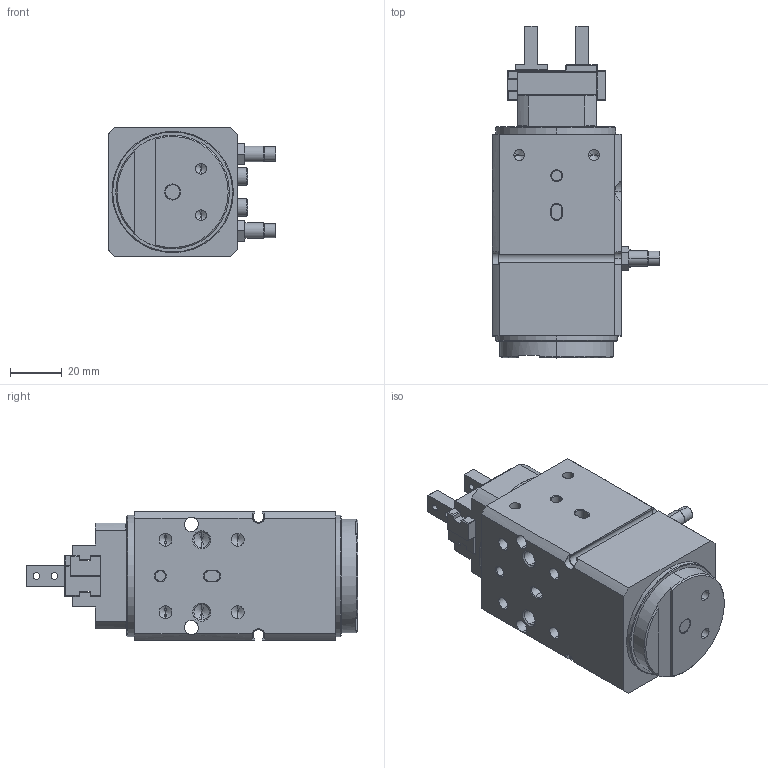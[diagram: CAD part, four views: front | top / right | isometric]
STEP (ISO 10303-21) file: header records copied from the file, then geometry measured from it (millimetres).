
FILE_DESCRIPTION (( 'STEP AP203' ), '1' );
FILE_NAME ('ARPEP 16 C1-2.STEP', '2010-11-04T16:20:36', ( 'Utente' ), ( '' ), 'SwSTEP 2.0', 'SolidWorks 2004231', '' );
FILE_SCHEMA (( 'CONFIG_CONTROL_DESIGN' ));
Length unit declared in the file: millimetre
Products named in the file (4): Rotore; Griffa; Corpo; ARPEP 16 C1-2
Assembly tree (4 placements, depth 2):
  ARPEP 16 C1-2
    Griffa  x2
    Corpo
    Rotore
Bounding box: 65 x 128.5 x 50 mm (x, y, z)
Volume: 224588.2 mm3; surface area: 45613.3 mm2
Topology: 4 solids, 4 shells, 435 faces, 1111 edges, 685 vertices
Faces by surface type: plane 206, cylinder 133, cone 90, torus 6
Entity records: 12124 total; most frequent: CARTESIAN_POINT 2186, DIRECTION 2056, ORIENTED_EDGE 1926, EDGE_CURVE 963, AXIS2_PLACEMENT_3D 735, VERTEX_POINT 613, VECTOR 586, LINE 586
